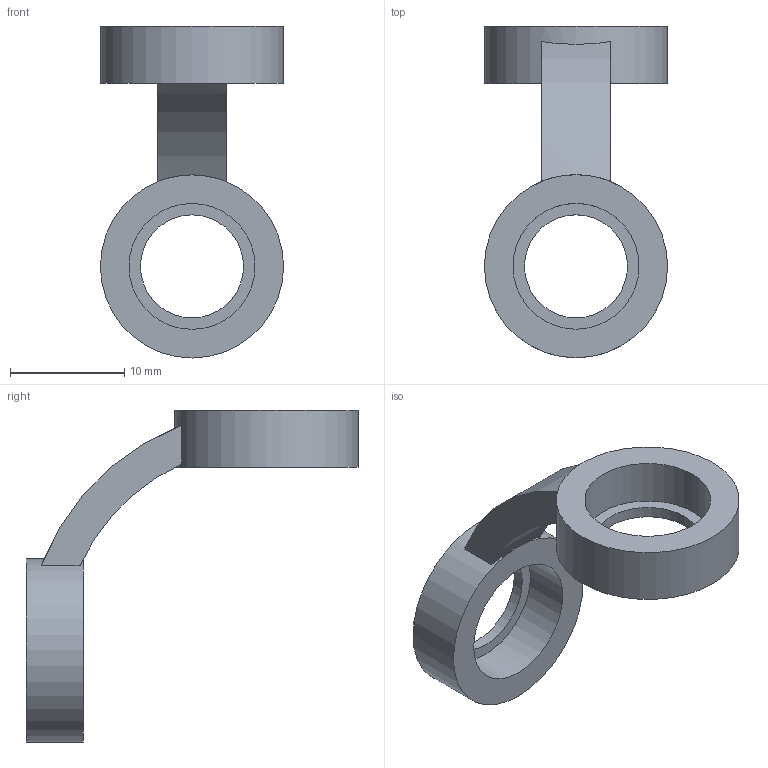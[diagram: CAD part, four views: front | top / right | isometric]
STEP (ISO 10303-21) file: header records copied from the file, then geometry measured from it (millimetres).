
FILE_DESCRIPTION(/* description */ (''),/* implementation_level */ '2;1');
FILE_NAME(/* name */ 'servo arm 2 v12.step',/* time_stamp */ '2025-10-28T21:47:14-04:00',/* author */ (''),/* organization */ (''),/* preprocessor_version */ 'ST-DEVELOPER v20.1',/* originating_system */ 'Autodesk Translation Framework v14.17.0.0',/* authorisation */ '');
FILE_SCHEMA (('AUTOMOTIVE_DESIGN { 1 0 10303 214 3 1 1 }'));
Length unit declared in the file: millimetre
Products named in the file (1): servo arm 2
Bounding box: 16 x 29 x 29 mm (x, y, z)
Volume: 1393.2 mm3; surface area: 1612.5 mm2
Topology: 1 solids, 1 shells, 16 faces, 34 edges, 22 vertices
Faces by surface type: cylinder 8, plane 8
Full cylindrical faces by diameter (mm): 9 x2, 11 x2, 16 x2
Entity records: 482 total; most frequent: CARTESIAN_POINT 97, DIRECTION 80, ORIENTED_EDGE 68, AXIS2_PLACEMENT_3D 35, EDGE_CURVE 34, EDGE_LOOP 22, VERTEX_POINT 22, CIRCLE 18
